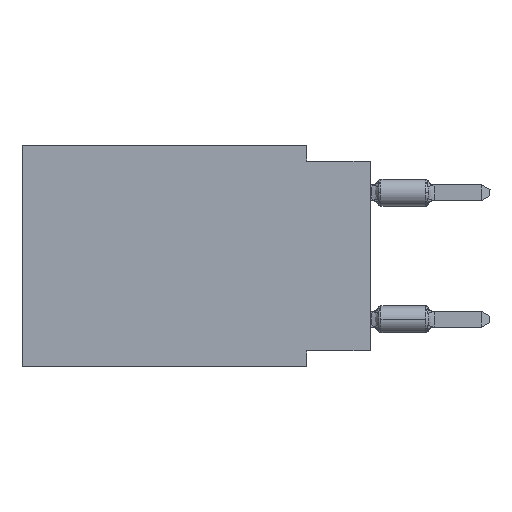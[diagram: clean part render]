
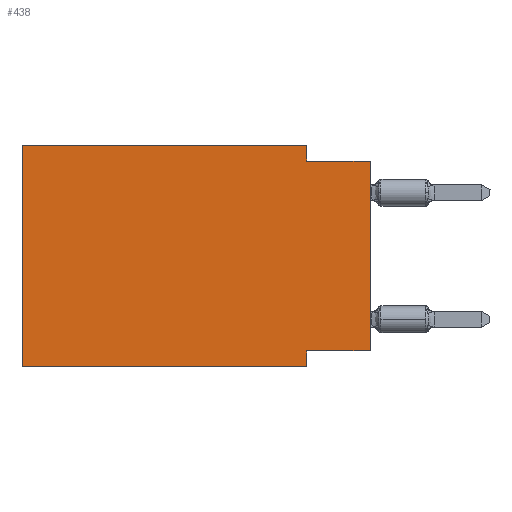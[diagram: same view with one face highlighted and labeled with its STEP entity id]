
A CAD part, left-side view. The second image highlights one B-rep face of the part: STEP entity #438.
In plain terms, the highlighted planar face has unit normal (-1, 0, 0).
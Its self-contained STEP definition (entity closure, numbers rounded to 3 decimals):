
#438 = ADVANCED_FACE ( 'NONE', ( #3368 ), #29931, .F. ) ;
#542 = CARTESIAN_POINT ( 'NONE',  ( 0., 13.97, 0. ) ) ;
#583 = EDGE_CURVE ( 'NONE', #13956, #31184, #36318, .T. ) ;
#1022 = CARTESIAN_POINT ( 'NONE',  ( 0., 0., -0.635 ) ) ;
#1300 = VECTOR ( 'NONE', #30077, 1000. ) ;
#1449 = AXIS2_PLACEMENT_3D ( 'NONE', #542, #4070, #12044 ) ;
#1672 = CARTESIAN_POINT ( 'NONE',  ( 0., 13.97, 0. ) ) ;
#1901 = CARTESIAN_POINT ( 'NONE',  ( 0., 2.54, 0. ) ) ;
#1938 = VECTOR ( 'NONE', #19857, 1000. ) ;
#1988 = CARTESIAN_POINT ( 'NONE',  ( 0., 13.97, 0. ) ) ;
#2035 = CARTESIAN_POINT ( 'NONE',  ( 0., 2.54, -0.635 ) ) ;
#3078 = ORIENTED_EDGE ( 'NONE', *, *, #583, .F. ) ;
#3236 = VERTEX_POINT ( 'NONE', #14029 ) ;
#3333 = LINE ( 'NONE', #9554, #11910 ) ;
#3368 = FACE_OUTER_BOUND ( 'NONE', #11957, .T. ) ;
#4070 = DIRECTION ( 'NONE',  ( 1., 0., 0. ) ) ;
#4140 = EDGE_CURVE ( 'NONE', #18838, #7654, #18553, .T. ) ;
#5047 = LINE ( 'NONE', #1672, #8620 ) ;
#5910 = CARTESIAN_POINT ( 'NONE',  ( 0., 0., -8.255 ) ) ;
#6292 = DIRECTION ( 'NONE',  ( 0., 0., -1. ) ) ;
#6702 = VERTEX_POINT ( 'NONE', #26988 ) ;
#6916 = DIRECTION ( 'NONE',  ( 0., -1., 0. ) ) ;
#7190 = CARTESIAN_POINT ( 'NONE',  ( 0., 13.97, 0. ) ) ;
#7654 = VERTEX_POINT ( 'NONE', #1022 ) ;
#7739 = LINE ( 'NONE', #1901, #29183 ) ;
#8361 = LINE ( 'NONE', #22161, #1938 ) ;
#8620 = VECTOR ( 'NONE', #12995, 1000. ) ;
#9105 = LINE ( 'NONE', #11759, #16399 ) ;
#9554 = CARTESIAN_POINT ( 'NONE',  ( 0., 0., -0.635 ) ) ;
#10075 = ORIENTED_EDGE ( 'NONE', *, *, #27609, .F. ) ;
#11759 = CARTESIAN_POINT ( 'NONE',  ( 0., 2.54, -8.89 ) ) ;
#11858 = EDGE_CURVE ( 'NONE', #18363, #7654, #3333, .T. ) ;
#11910 = VECTOR ( 'NONE', #6916, 1000. ) ;
#11957 = EDGE_LOOP ( 'NONE', ( #16467, #35591, #24450, #3078, #31029, #31226, #28084, #10075 ) ) ;
#12044 = DIRECTION ( 'NONE',  ( 0., 0., -1. ) ) ;
#12799 = EDGE_CURVE ( 'NONE', #3236, #13956, #5047, .T. ) ;
#12995 = DIRECTION ( 'NONE',  ( 0., 0., 1. ) ) ;
#13046 = DIRECTION ( 'NONE',  ( 0., 0., -1. ) ) ;
#13498 = DIRECTION ( 'NONE',  ( 0., -1., 0. ) ) ;
#13956 = VERTEX_POINT ( 'NONE', #7190 ) ;
#14029 = CARTESIAN_POINT ( 'NONE',  ( 0., 13.97, -8.89 ) ) ;
#14609 = CARTESIAN_POINT ( 'NONE',  ( 0., 2.54, 0. ) ) ;
#16399 = VECTOR ( 'NONE', #6292, 1000. ) ;
#16467 = ORIENTED_EDGE ( 'NONE', *, *, #4140, .T. ) ;
#18363 = VERTEX_POINT ( 'NONE', #2035 ) ;
#18553 = LINE ( 'NONE', #21404, #1300 ) ;
#18838 = VERTEX_POINT ( 'NONE', #34562 ) ;
#19502 = DIRECTION ( 'NONE',  ( 0., 1., 0. ) ) ;
#19680 = LINE ( 'NONE', #5910, #23718 ) ;
#19857 = DIRECTION ( 'NONE',  ( 0., -1., 0. ) ) ;
#20717 = EDGE_CURVE ( 'NONE', #6702, #36095, #9105, .T. ) ;
#21404 = CARTESIAN_POINT ( 'NONE',  ( 0., 0., 0. ) ) ;
#22161 = CARTESIAN_POINT ( 'NONE',  ( 0., 13.97, -8.89 ) ) ;
#23718 = VECTOR ( 'NONE', #19502, 1000. ) ;
#24450 = ORIENTED_EDGE ( 'NONE', *, *, #33120, .F. ) ;
#24734 = CARTESIAN_POINT ( 'NONE',  ( 0., 2.54, -8.89 ) ) ;
#25926 = EDGE_CURVE ( 'NONE', #3236, #36095, #8361, .T. ) ;
#26988 = CARTESIAN_POINT ( 'NONE',  ( 0., 2.54, -8.255 ) ) ;
#27609 = EDGE_CURVE ( 'NONE', #18838, #6702, #19680, .T. ) ;
#27940 = VECTOR ( 'NONE', #13498, 1000. ) ;
#28084 = ORIENTED_EDGE ( 'NONE', *, *, #20717, .F. ) ;
#29183 = VECTOR ( 'NONE', #13046, 1000. ) ;
#29931 = PLANE ( 'NONE',  #1449 ) ;
#30077 = DIRECTION ( 'NONE',  ( 0., 0., 1. ) ) ;
#31029 = ORIENTED_EDGE ( 'NONE', *, *, #12799, .F. ) ;
#31184 = VERTEX_POINT ( 'NONE', #14609 ) ;
#31226 = ORIENTED_EDGE ( 'NONE', *, *, #25926, .T. ) ;
#33120 = EDGE_CURVE ( 'NONE', #31184, #18363, #7739, .T. ) ;
#34562 = CARTESIAN_POINT ( 'NONE',  ( 0., 0., -8.255 ) ) ;
#35591 = ORIENTED_EDGE ( 'NONE', *, *, #11858, .F. ) ;
#36095 = VERTEX_POINT ( 'NONE', #24734 ) ;
#36318 = LINE ( 'NONE', #1988, #27940 ) ;
